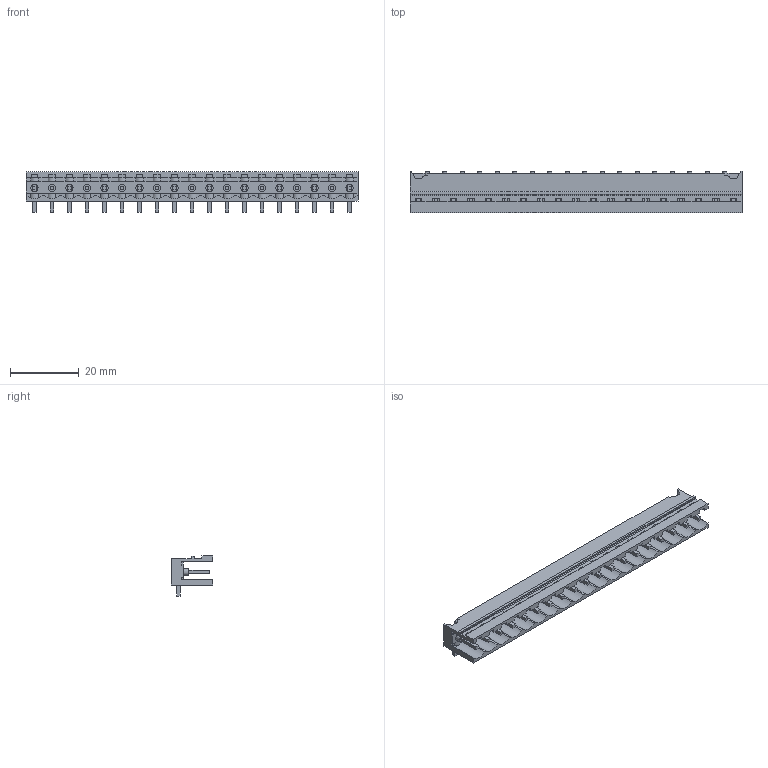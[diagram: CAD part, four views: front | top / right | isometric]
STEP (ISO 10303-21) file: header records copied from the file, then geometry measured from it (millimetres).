
FILE_DESCRIPTION(('CATIA V5 STEP Exchange','CAx-IF Rec.Pracs.--- Model Styling and Organization---1.2---2011-12-15'),'2;1');
FILE_NAME ('D1456024_0', '2018-03-09T07:52:18+00:00', ('none'), ('Weidmueller'), 'CATIA Version 5-6 Release 2014', 'CATIA V5 STEP AP214', 'none');
FILE_SCHEMA(('AUTOMOTIVE_DESIGN { 1 0 10303 214 1 1 1 1 }'));
Length unit declared in the file: millimetre
Products named in the file (1): 1780120000
Bounding box: 96.32 x 12 x 11.63 mm (x, y, z)
Volume: 3443.1 mm3; surface area: 8060.1 mm2
Topology: 20 solids, 20 shells, 1041 faces, 3342 edges, 2322 vertices
Faces by surface type: plane 854, cylinder 185, extrusion 2
Entity records: 33946 total; most frequent: CARTESIAN_POINT 6770, ORIENTED_EDGE 6684, DIRECTION 4076, EDGE_CURVE 3342, VECTOR 2568, LINE 2566, VERTEX_POINT 2322, EDGE_LOOP 1098
